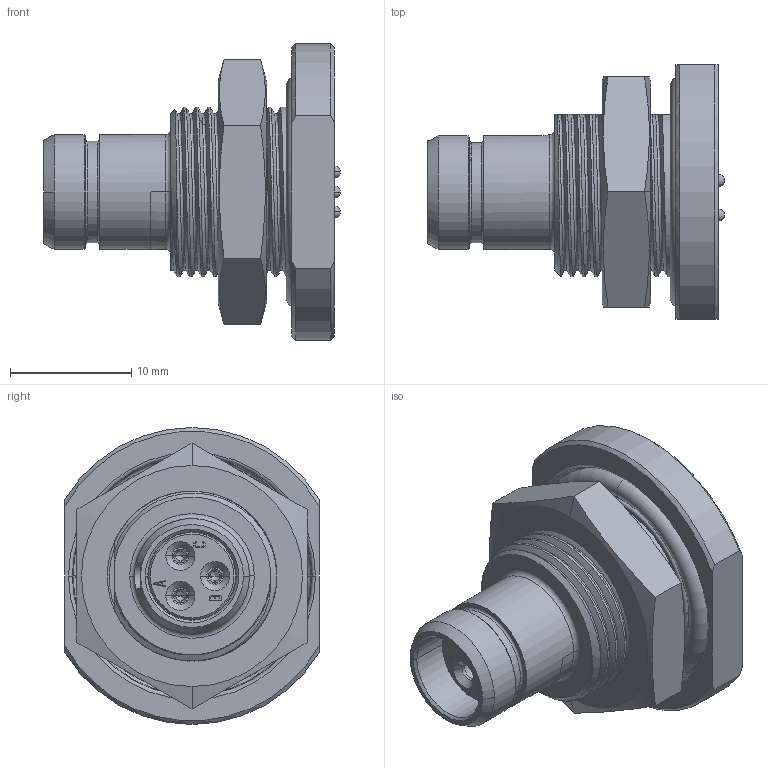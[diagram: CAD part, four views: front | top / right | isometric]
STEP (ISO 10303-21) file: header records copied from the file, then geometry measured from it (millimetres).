
FILE_DESCRIPTION((''),'2;1');
FILE_NAME('1332EV003FY','2024-07-24T13:56:10',('paultorloting'),('NET AG system integration'),'CREO PARAMETRIC BY PTC INC, 2021404','CREO PARAMETRIC BY PTC INC, 2021404','');
FILE_SCHEMA(('AUTOMOTIVE_DESIGN { 1 0 10303 214 1 1 1 1 }'));
Length unit declared in the file: millimetre
Products named in the file (1): 1332EV003FY
Bounding box: 24.5 x 21 x 24.5 mm (x, y, z)
Volume: 3590.1 mm3; surface area: 4027.1 mm2
Topology: 1 solids, 1 shells, 554 faces, 1489 edges, 964 vertices
Faces by surface type: plane 300, cylinder 98, cone 75, torus 44, bspline 31, sphere 6
Entity records: 25015 total; most frequent: CARTESIAN_POINT 8245, ORIENTED_EDGE 2954, DIRECTION 2610, EDGE_CURVE 1477, VERTEX_POINT 964, AXIS2_PLACEMENT_3D 907, VECTOR 793, LINE 793
